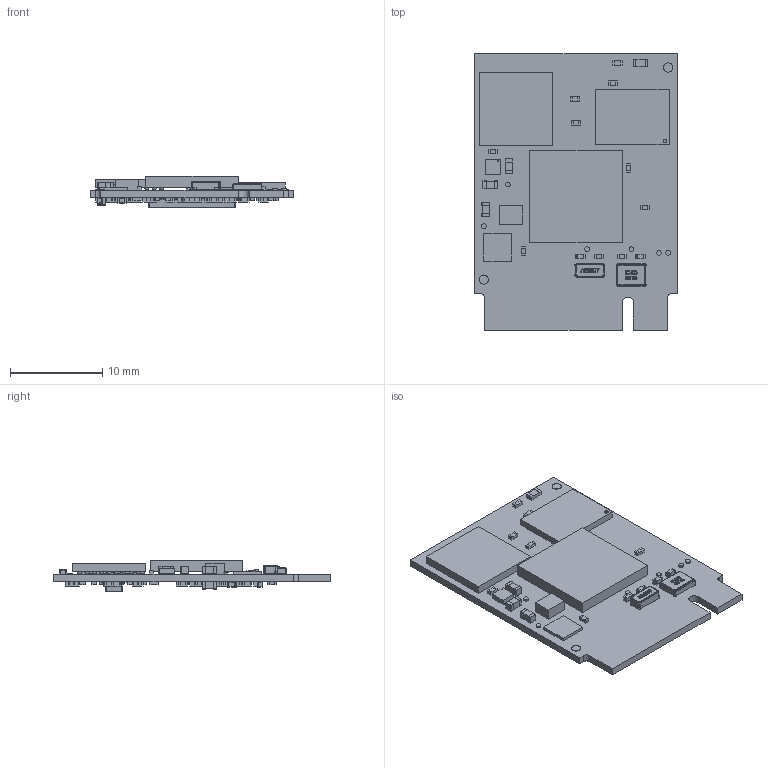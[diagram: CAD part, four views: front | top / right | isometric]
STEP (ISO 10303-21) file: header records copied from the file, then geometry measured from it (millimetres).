
FILE_DESCRIPTION(('Open CASCADE Model'),'2;1');
FILE_NAME('Open CASCADE Shape Model','2020-10-08T12:18:38',('Author'),( 'Open CASCADE'),'Open CASCADE STEP processor 6.8','Open CASCADE 6.8' ,'Unknown');
FILE_SCHEMA(('AUTOMOTIVE_DESIGN { 1 0 10303 214 1 1 1 1 }'));
Length unit declared in the file: millimetre
Products named in the file (146): PCB; Board; Open CASCADE STEP translator 6.8 2.1.1; Open CASCADE STEP translator 6.8 2.1.1.1; C24; SMD_CAPACITOR_0603; TP2; 6560884720; Extruded; TP3; R11; SMD_RESISTOR_0402; N1; TMLF-6_MT_MCH-L; C6; C5; R24; R23; R22; R21; R20; R19; R18; R17; R28; C36; SMD_CAPACITOR_0402; R3; R29; L2; SMD_INDUCTOR_0402; L1; R4; D1; 6560878400; D4; 6560877280; Sphere; 6559361088; C9 ...
Assembly tree (293 placements, depth 4):
  PCB
    Board
      Open CASCADE STEP translator 6.8 2.1.1
        Open CASCADE STEP translator 6.8 2.1.1.1
    C24
      SMD_CAPACITOR_0603
    TP2
      6560884720
        Extruded
    TP3
      6560884720
        Extruded
    R11
      SMD_RESISTOR_0402
    N1
      TMLF-6_MT_MCH-L
    C6
      SMD_CAPACITOR_0603
    C5
      SMD_CAPACITOR_0603
    R24
      SMD_RESISTOR_0402
    R23
      SMD_RESISTOR_0402
    R22
      SMD_RESISTOR_0402
    R21
      SMD_RESISTOR_0402
    R20
      SMD_RESISTOR_0402
    R19
      SMD_RESISTOR_0402
    R18
      SMD_RESISTOR_0402
    R17
      SMD_RESISTOR_0402
    R28
      SMD_RESISTOR_0402
    C36
      SMD_CAPACITOR_0402
    R3
      SMD_RESISTOR_0402
    R29
      SMD_RESISTOR_0402
    L2
      SMD_INDUCTOR_0402
    L1
      SMD_INDUCTOR_0402
    R4
      SMD_RESISTOR_0402
    D1
      6560878400
        Extruded
    D4
      6560877280  x54
        Sphere
      6559361088
        Extruded
    C9
      SMD_CAPACITOR_0402
Bounding box: 22 x 30 x 3.46 mm (x, y, z)
Volume: 804 mm3; surface area: 2467.2 mm2
Topology: 202 solids, 202 shells, 4472 faces, 11033 edges, 6498 vertices
Faces by surface type: plane 2388, cylinder 1288, sphere 550, bspline 230, torus 12, cone 4
Full cylindrical faces by diameter (mm): 0.083 x1, 1 x4
Entity records: 57619 total; most frequent: CARTESIAN_POINT 11592, ORIENTED_EDGE 8138, DIRECTION 7530, EDGE_CURVE 4069, LINE 2880, VECTOR 2880, VERTEX_POINT 2667, AXIS2_PLACEMENT_3D 2325
